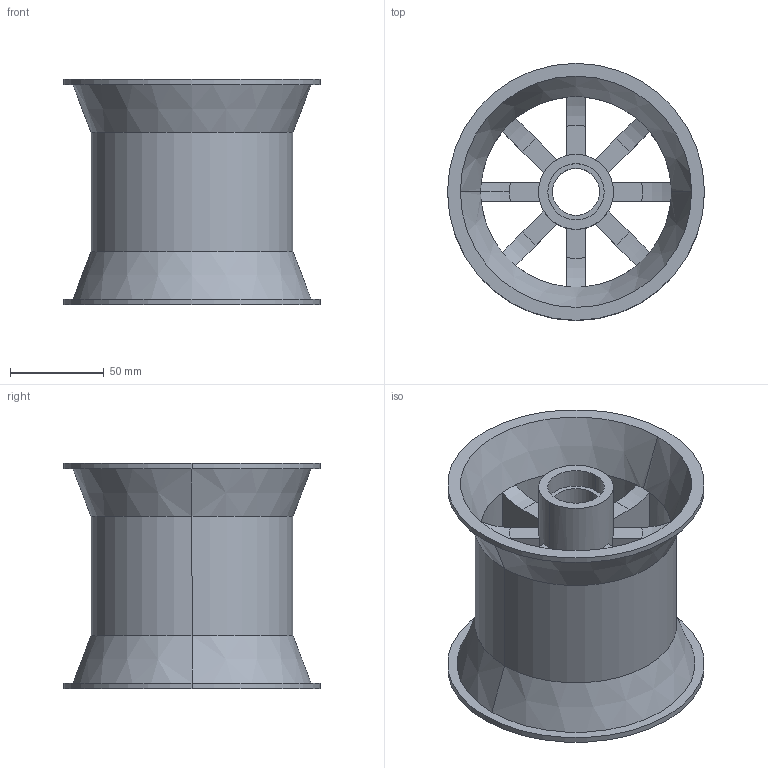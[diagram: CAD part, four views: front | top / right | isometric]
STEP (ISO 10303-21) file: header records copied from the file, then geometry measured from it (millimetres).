
FILE_DESCRIPTION (( 'STEP AP203' ), '1' );
FILE_NAME ('front rim_Default_sldprt.STEP', '2026-02-04T19:33:26', ( '' ), ( '' ), 'SwSTEP 2.0', 'SolidWorks 2025', '' );
FILE_SCHEMA (( 'CONFIG_CONTROL_DESIGN' ));
Length unit declared in the file: millimetre
Products named in the file (1): front rim_Default_sldprt
Bounding box: 137 x 137 x 120.3 mm (x, y, z)
Volume: 322593.6 mm3; surface area: 136692.5 mm2
Topology: 1 solids, 1 shells, 82 faces, 228 edges, 144 vertices
Faces by surface type: plane 40, torus 18, cylinder 16, cone 8
Entity records: 2967 total; most frequent: CARTESIAN_POINT 727, DIRECTION 468, ORIENTED_EDGE 456, EDGE_CURVE 228, AXIS2_PLACEMENT_3D 189, VERTEX_POINT 144, CIRCLE 106, EDGE_LOOP 96
